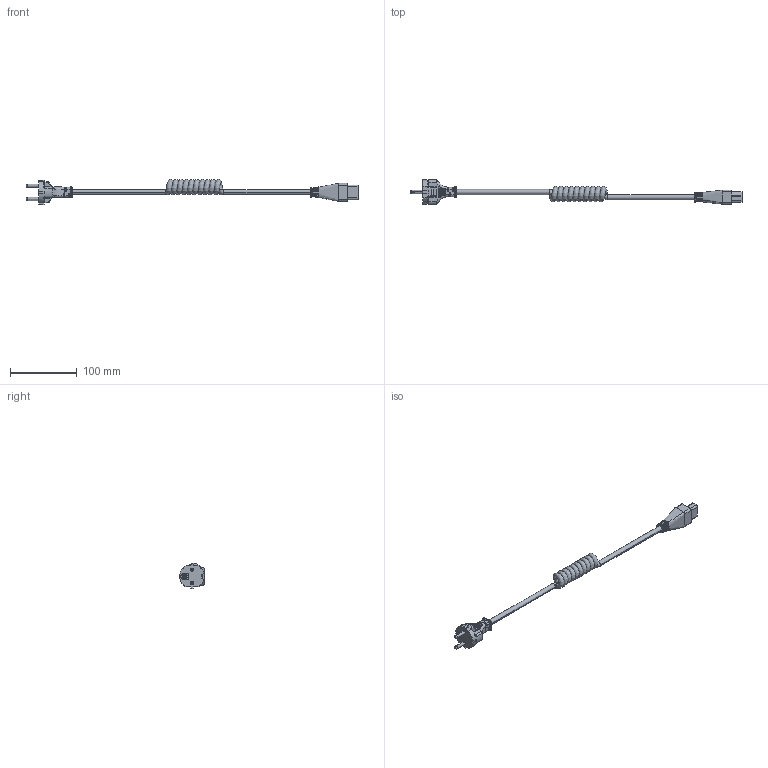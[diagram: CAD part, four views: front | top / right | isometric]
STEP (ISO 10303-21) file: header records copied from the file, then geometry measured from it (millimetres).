
FILE_DESCRIPTION (( 'STEP AP214' ), '1' );
FILE_NAME ('PCH21CZ8-BLK-02F_3D.step', '2025-03-03T22:51:19', ( '' ), ( '' ), 'SwSTEP 2.0', 'SolidWorks 2022', '' );
FILE_SCHEMA (( 'AUTOMOTIVE_DESIGN' ));
Length unit declared in the file: inch
Products named in the file (4): COILED POWER CORD 18AWG 3C SJT; SF-03 TYPE F (EUR) 16A 250V AC PWR PLUG_Varsayılan; PCH21CZ8-BLK-02F_3D; IEC60320 C13
Assembly tree (3 placements, depth 2):
  PCH21CZ8-BLK-02F_3D
    IEC60320 C13
    SF-03 TYPE F (EUR) 16A 250V AC PWR PLUG_Varsayılan
    COILED POWER CORD 18AWG 3C SJT
Bounding box: 498.62 x 36.56 x 37.79 mm (x, y, z)
Volume: 87010.8 mm3; surface area: 34870.2 mm2
Topology: 5 solids, 5 shells, 463 faces, 1185 edges, 727 vertices
Faces by surface type: plane 204, cylinder 141, torus 71, bspline 19, cone 16, sphere 12
Entity records: 24642 total; most frequent: CARTESIAN_POINT 9203, DIRECTION 2334, ORIENTED_EDGE 2332, EDGE_CURVE 1166, AXIS2_PLACEMENT_3D 870, VERTEX_POINT 724, VECTOR 594, LINE 594
